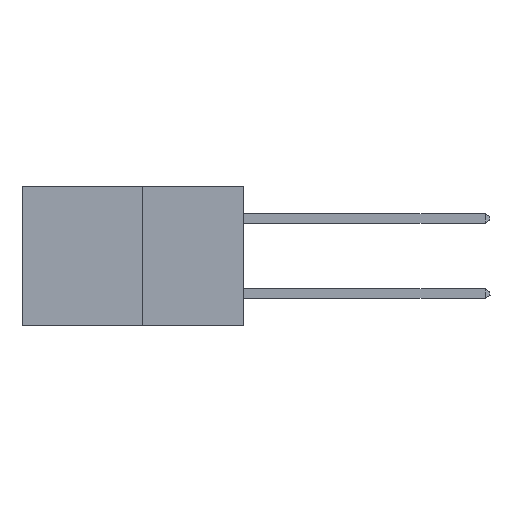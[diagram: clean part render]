
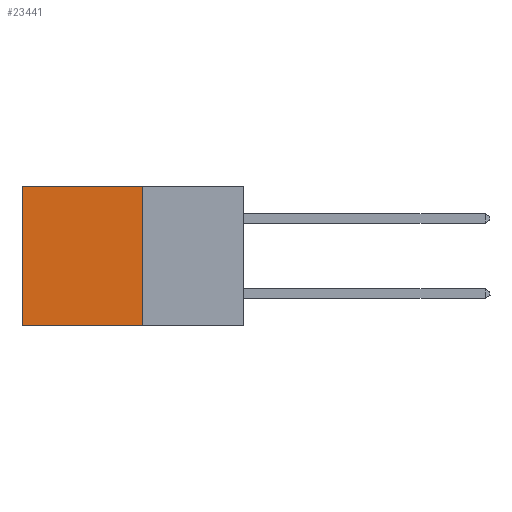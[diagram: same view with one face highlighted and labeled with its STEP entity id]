
A CAD part, left-side view. The second image highlights one B-rep face of the part: STEP entity #23441.
In plain terms, the highlighted planar face has unit normal (-1, 0, 0).
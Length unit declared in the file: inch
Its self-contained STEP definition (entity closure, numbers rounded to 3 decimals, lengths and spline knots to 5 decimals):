
#1343 = CARTESIAN_POINT ( 'NONE',  ( 0.277, 0.27, 0. ) ) ;
#2142 = CARTESIAN_POINT ( 'NONE',  ( 0.277, 0.59, -0.37 ) ) ;
#2356 = CARTESIAN_POINT ( 'NONE',  ( 0.277, 0.27, -0.37 ) ) ;
#2753 = PLANE ( 'NONE',  #26057 ) ;
#2908 = CARTESIAN_POINT ( 'NONE',  ( 0.277, 0.59, -0.37 ) ) ;
#4270 = CARTESIAN_POINT ( 'NONE',  ( 0.277, 0.59, 0. ) ) ;
#4916 = DIRECTION ( 'NONE',  ( 1., 0., 0. ) ) ;
#5231 = VERTEX_POINT ( 'NONE', #2142 ) ;
#6039 = EDGE_CURVE ( 'NONE', #15852, #5231, #7400, .T. ) ;
#6688 = LINE ( 'NONE', #23673, #23122 ) ;
#7400 = LINE ( 'NONE', #2356, #17792 ) ;
#7884 = ORIENTED_EDGE ( 'NONE', *, *, #6039, .F. ) ;
#8273 = EDGE_LOOP ( 'NONE', ( #14049, #7884, #26636, #22748 ) ) ;
#9428 = CARTESIAN_POINT ( 'NONE',  ( 0.277, 0.27, -0.37 ) ) ;
#10142 = EDGE_CURVE ( 'NONE', #15331, #11319, #6688, .T. ) ;
#11319 = VERTEX_POINT ( 'NONE', #4270 ) ;
#11672 = DIRECTION ( 'NONE',  ( 0., 0., -1. ) ) ;
#12535 = LINE ( 'NONE', #21886, #18011 ) ;
#13178 = FACE_OUTER_BOUND ( 'NONE', #8273, .T. ) ;
#14049 = ORIENTED_EDGE ( 'NONE', *, *, #16434, .T. ) ;
#15331 = VERTEX_POINT ( 'NONE', #1343 ) ;
#15489 = DIRECTION ( 'NONE',  ( 0., 1., 0. ) ) ;
#15852 = VERTEX_POINT ( 'NONE', #9428 ) ;
#16434 = EDGE_CURVE ( 'NONE', #11319, #5231, #20580, .T. ) ;
#16560 = EDGE_CURVE ( 'NONE', #15331, #15852, #12535, .T. ) ;
#17374 = CARTESIAN_POINT ( 'NONE',  ( 0.277, 0.27, -0.37 ) ) ;
#17525 = DIRECTION ( 'NONE',  ( 0., 0., -1. ) ) ;
#17792 = VECTOR ( 'NONE', #19053, 39.37008 ) ;
#18011 = VECTOR ( 'NONE', #11672, 39.37008 ) ;
#19053 = DIRECTION ( 'NONE',  ( 0., 1., 0. ) ) ;
#19438 = DIRECTION ( 'NONE',  ( 0., 0., -1. ) ) ;
#20580 = LINE ( 'NONE', #2908, #21203 ) ;
#21203 = VECTOR ( 'NONE', #17525, 39.37008 ) ;
#21886 = CARTESIAN_POINT ( 'NONE',  ( 0.277, 0.27, -0.37 ) ) ;
#22748 = ORIENTED_EDGE ( 'NONE', *, *, #10142, .T. ) ;
#23122 = VECTOR ( 'NONE', #15489, 39.37008 ) ;
#23441 = ADVANCED_FACE ( 'NONE', ( #13178 ), #2753, .F. ) ;
#23673 = CARTESIAN_POINT ( 'NONE',  ( 0.277, 0.27, 0. ) ) ;
#26057 = AXIS2_PLACEMENT_3D ( 'NONE', #17374, #4916, #19438 ) ;
#26636 = ORIENTED_EDGE ( 'NONE', *, *, #16560, .F. ) ;
